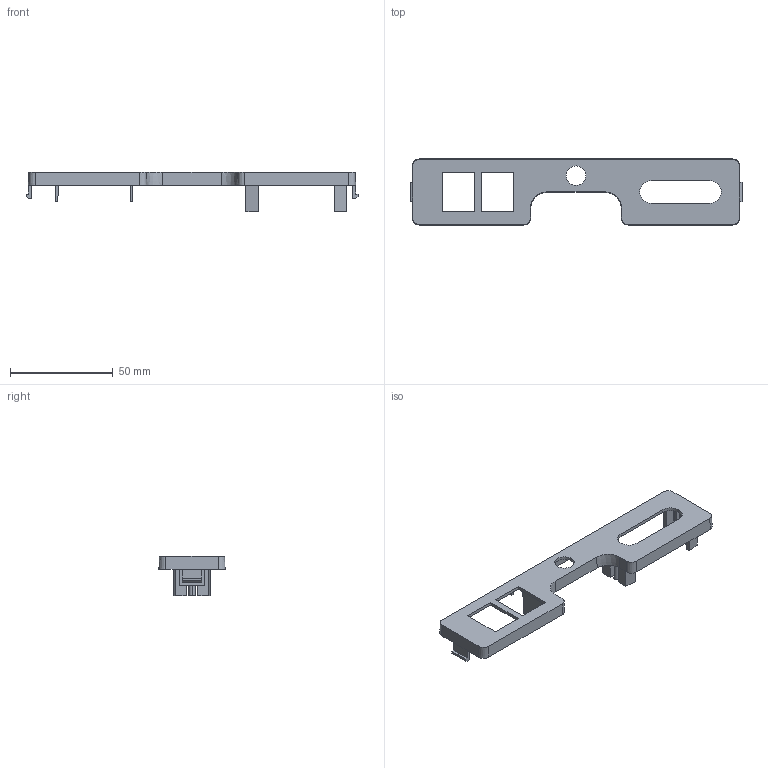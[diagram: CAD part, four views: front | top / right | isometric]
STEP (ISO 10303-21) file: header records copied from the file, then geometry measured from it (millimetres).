
FILE_DESCRIPTION (( 'STEP AP203' ), '1' );
FILE_NAME ('snap_cover.step', '2002-09-24T14:16:47', ( 'Jay Shoemaker' ), ( 'Moldflow Corporation' ), 'SwSTEP 2.0', 'SolidWorks 2000136', '' );
FILE_SCHEMA (( 'CONFIG_CONTROL_DESIGN' ));
Length unit declared in the file: metre
Products named in the file (1): 2
Bounding box: 161.48 x 32.19 x 19.35 mm (x, y, z)
Volume: 10059.5 mm3; surface area: 14902 mm2
Topology: 1 solids, 1 shells, 141 faces, 381 edges, 250 vertices
Faces by surface type: plane 112, cone 16, cylinder 13
Entity records: 4470 total; most frequent: CARTESIAN_POINT 773, ORIENTED_EDGE 762, DIRECTION 723, EDGE_CURVE 381, LINE 323, VECTOR 323, VERTEX_POINT 250, AXIS2_PLACEMENT_3D 200
